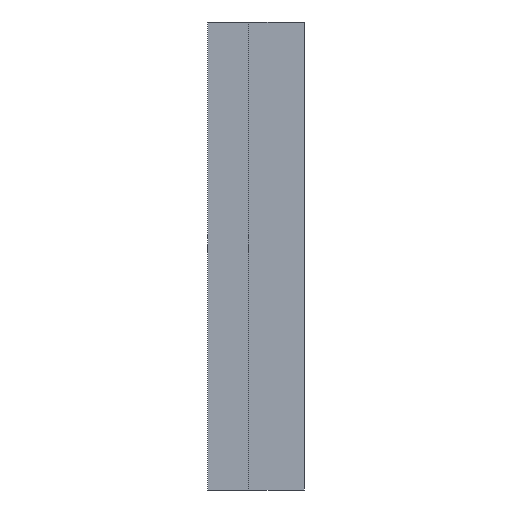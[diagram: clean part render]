
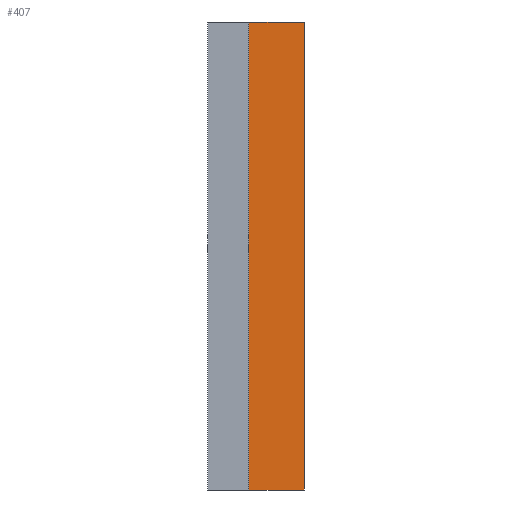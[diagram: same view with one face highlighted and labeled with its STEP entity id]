
A CAD part, left-side view. The second image highlights one B-rep face of the part: STEP entity #407.
In plain terms, the highlighted planar face has unit normal (-1, 0, 0).
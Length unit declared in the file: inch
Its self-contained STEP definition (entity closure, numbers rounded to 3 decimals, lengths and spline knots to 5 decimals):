
#57 = DIRECTION ( 'NONE',  ( 1., 0., 0. ) ) ;
#67 = AXIS2_PLACEMENT_3D ( 'NONE', #1089, #57, #1250 ) ;
#140 = ORIENTED_EDGE ( 'NONE', *, *, #351, .T. ) ;
#161 = DIRECTION ( 'NONE',  ( 0., 0., 1. ) ) ;
#173 = CARTESIAN_POINT ( 'NONE',  ( -0.03346, 0., 0.03346 ) ) ;
#234 = VERTEX_POINT ( 'NONE', #1194 ) ;
#239 = ORIENTED_EDGE ( 'NONE', *, *, #1777, .T. ) ;
#251 = LINE ( 'NONE', #173, #1426 ) ;
#351 = EDGE_CURVE ( 'NONE', #234, #947, #936, .T. ) ;
#407 = ADVANCED_FACE ( 'NONE', ( #1721 ), #1407, .F. ) ;
#481 = EDGE_CURVE ( 'NONE', #1389, #1702, #1372, .T. ) ;
#539 = EDGE_LOOP ( 'NONE', ( #239, #1310, #1289, #140 ) ) ;
#544 = VECTOR ( 'NONE', #939, 39.37008 ) ;
#692 = CARTESIAN_POINT ( 'NONE',  ( -0.03346, 0.00787, 0.03346 ) ) ;
#936 = LINE ( 'NONE', #952, #544 ) ;
#939 = DIRECTION ( 'NONE',  ( 0., -1., 0. ) ) ;
#947 = VERTEX_POINT ( 'NONE', #1087 ) ;
#952 = CARTESIAN_POINT ( 'NONE',  ( -0.03346, 0.00787, -0.03346 ) ) ;
#980 = DIRECTION ( 'NONE',  ( 0., -1., 0. ) ) ;
#1042 = DIRECTION ( 'NONE',  ( 0., 0., 1. ) ) ;
#1087 = CARTESIAN_POINT ( 'NONE',  ( -0.03346, 0., -0.03346 ) ) ;
#1089 = CARTESIAN_POINT ( 'NONE',  ( -0.03346, 0.00787, 0.03346 ) ) ;
#1098 = EDGE_CURVE ( 'NONE', #234, #1389, #1588, .T. ) ;
#1194 = CARTESIAN_POINT ( 'NONE',  ( -0.03346, 0.00787, -0.03346 ) ) ;
#1203 = VECTOR ( 'NONE', #980, 39.37008 ) ;
#1241 = VECTOR ( 'NONE', #1042, 39.37008 ) ;
#1250 = DIRECTION ( 'NONE',  ( 0., 0., -1. ) ) ;
#1289 = ORIENTED_EDGE ( 'NONE', *, *, #1098, .F. ) ;
#1310 = ORIENTED_EDGE ( 'NONE', *, *, #481, .F. ) ;
#1366 = CARTESIAN_POINT ( 'NONE',  ( -0.03346, 0., 0.03346 ) ) ;
#1372 = LINE ( 'NONE', #1852, #1203 ) ;
#1389 = VERTEX_POINT ( 'NONE', #692 ) ;
#1407 = PLANE ( 'NONE',  #67 ) ;
#1426 = VECTOR ( 'NONE', #161, 39.37008 ) ;
#1588 = LINE ( 'NONE', #1628, #1241 ) ;
#1628 = CARTESIAN_POINT ( 'NONE',  ( -0.03346, 0.00787, 0.03346 ) ) ;
#1702 = VERTEX_POINT ( 'NONE', #1366 ) ;
#1721 = FACE_OUTER_BOUND ( 'NONE', #539, .T. ) ;
#1777 = EDGE_CURVE ( 'NONE', #947, #1702, #251, .T. ) ;
#1852 = CARTESIAN_POINT ( 'NONE',  ( -0.03346, 0.00787, 0.03346 ) ) ;
